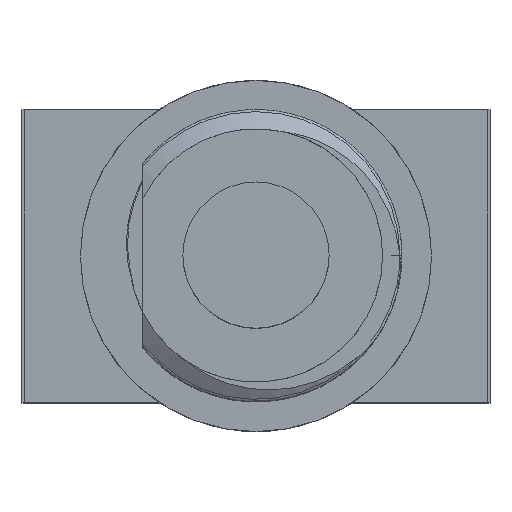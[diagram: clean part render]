
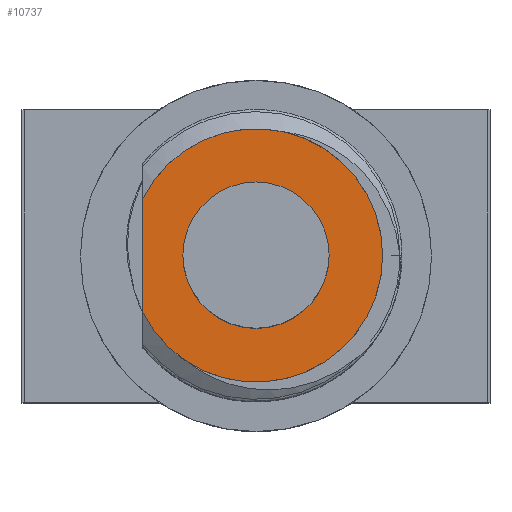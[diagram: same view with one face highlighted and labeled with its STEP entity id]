
A CAD part, top view. The second image highlights one B-rep face of the part: STEP entity #10737.
In plain terms, the highlighted planar face has unit normal (0, 0, 1).
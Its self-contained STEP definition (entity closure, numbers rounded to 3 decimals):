
#5154 = VERTEX_POINT('',#5155);
#5155 = CARTESIAN_POINT('',(2.1,3.529,14.23));
#5161 = EDGE_CURVE('',#5162,#5154,#5164,.T.);
#5162 = VERTEX_POINT('',#5163);
#5163 = CARTESIAN_POINT('',(2.1,1.551,14.23));
#5164 = LINE('',#5165,#5166);
#5165 = CARTESIAN_POINT('',(2.1,1.34,14.23));
#5166 = VECTOR('',#5167,1.);
#5167 = DIRECTION('',(0.,1.,0.));
#10719 = VERTEX_POINT('',#10720);
#10720 = CARTESIAN_POINT('',(6.265,2.54,14.23));
#10726 = EDGE_CURVE('',#5162,#10719,#10727,.T.);
#10727 = CIRCLE('',#10728,2.2);
#10728 = AXIS2_PLACEMENT_3D('',#10729,#10730,#10731);
#10729 = CARTESIAN_POINT('',(4.065,2.54,14.23));
#10730 = DIRECTION('',(0.,0.,1.));
#10731 = DIRECTION('',(1.,0.,0.));
#10737 = ADVANCED_FACE('',(#10738,#10749),#10760,.T.);
#10738 = FACE_BOUND('',#10739,.T.);
#10739 = EDGE_LOOP('',(#10740,#10741,#10748));
#10740 = ORIENTED_EDGE('',*,*,#10726,.T.);
#10741 = ORIENTED_EDGE('',*,*,#10742,.T.);
#10742 = EDGE_CURVE('',#10719,#5154,#10743,.T.);
#10743 = CIRCLE('',#10744,2.2);
#10744 = AXIS2_PLACEMENT_3D('',#10745,#10746,#10747);
#10745 = CARTESIAN_POINT('',(4.065,2.54,14.23));
#10746 = DIRECTION('',(0.,0.,1.));
#10747 = DIRECTION('',(1.,0.,0.));
#10748 = ORIENTED_EDGE('',*,*,#5161,.F.);
#10749 = FACE_BOUND('',#10750,.T.);
#10750 = EDGE_LOOP('',(#10751));
#10751 = ORIENTED_EDGE('',*,*,#10752,.F.);
#10752 = EDGE_CURVE('',#10753,#10753,#10755,.T.);
#10753 = VERTEX_POINT('',#10754);
#10754 = CARTESIAN_POINT('',(5.335,2.54,14.23));
#10755 = CIRCLE('',#10756,1.27);
#10756 = AXIS2_PLACEMENT_3D('',#10757,#10758,#10759);
#10757 = CARTESIAN_POINT('',(4.065,2.54,14.23));
#10758 = DIRECTION('',(0.,0.,1.));
#10759 = DIRECTION('',(1.,0.,0.));
#10760 = PLANE('',#10761);
#10761 = AXIS2_PLACEMENT_3D('',#10762,#10763,#10764);
#10762 = CARTESIAN_POINT('',(4.065,2.54,14.23));
#10763 = DIRECTION('',(0.,0.,1.));
#10764 = DIRECTION('',(1.,0.,0.));
